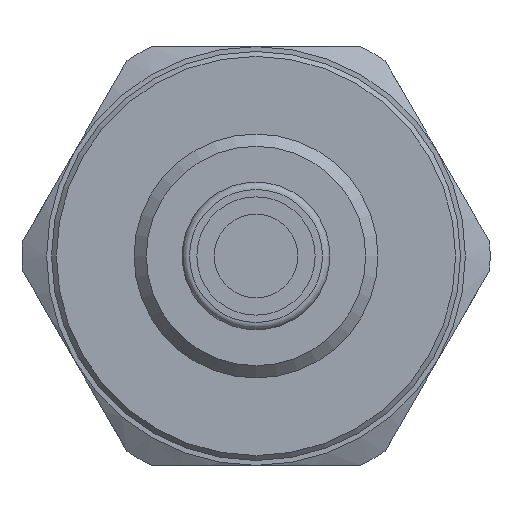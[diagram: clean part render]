
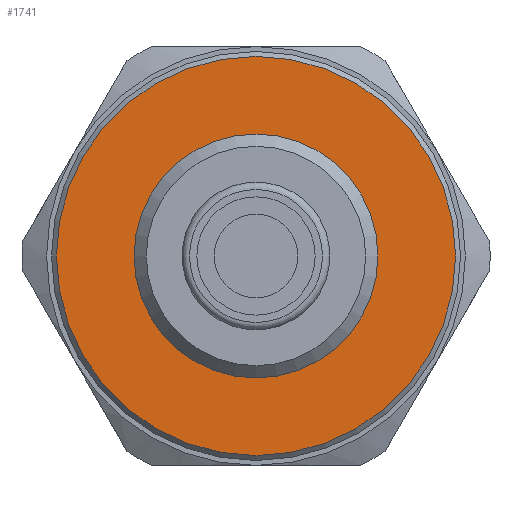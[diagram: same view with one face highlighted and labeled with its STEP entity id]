
A CAD part, front view. The second image highlights one B-rep face of the part: STEP entity #1741.
In plain terms, the highlighted planar face has unit normal (0, -1, 0).
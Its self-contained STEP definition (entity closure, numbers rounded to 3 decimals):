
#278 = VERTEX_POINT ( 'NONE', #1829 ) ;
#327 = EDGE_LOOP ( 'NONE', ( #2229 ) ) ;
#643 = CIRCLE ( 'NONE', #1418, 4.95 ) ;
#694 = DIRECTION ( 'NONE',  ( 0., -1., 0. ) ) ;
#856 = AXIS2_PLACEMENT_3D ( 'NONE', #1640, #3391, #7502 ) ;
#1057 = PLANE ( 'NONE',  #856 ) ;
#1418 = AXIS2_PLACEMENT_3D ( 'NONE', #4208, #694, #4823 ) ;
#1626 = DIRECTION ( 'NONE',  ( 0., -1., 0. ) ) ;
#1640 = CARTESIAN_POINT ( 'NONE',  ( 0., -16., 8.1 ) ) ;
#1741 = ADVANCED_FACE ( 'NONE', ( #7300, #4940 ), #1057, .F. ) ;
#1829 = CARTESIAN_POINT ( 'NONE',  ( -8.1, -16., 0. ) ) ;
#2229 = ORIENTED_EDGE ( 'NONE', *, *, #6654, .T. ) ;
#3093 = EDGE_LOOP ( 'NONE', ( #3564 ) ) ;
#3391 = DIRECTION ( 'NONE',  ( 0., 1., 0. ) ) ;
#3564 = ORIENTED_EDGE ( 'NONE', *, *, #6424, .F. ) ;
#3569 = VERTEX_POINT ( 'NONE', #3570 ) ;
#3570 = CARTESIAN_POINT ( 'NONE',  ( -4.95, -16., 0. ) ) ;
#3613 = AXIS2_PLACEMENT_3D ( 'NONE', #5131, #1626, #5722 ) ;
#4208 = CARTESIAN_POINT ( 'NONE',  ( 0., -16., 0. ) ) ;
#4823 = DIRECTION ( 'NONE',  ( -1., 0., 0. ) ) ;
#4940 = FACE_OUTER_BOUND ( 'NONE', #327, .T. ) ;
#5131 = CARTESIAN_POINT ( 'NONE',  ( 0., -16., 0. ) ) ;
#5458 = CIRCLE ( 'NONE', #3613, 8.1 ) ;
#5722 = DIRECTION ( 'NONE',  ( -1., 0., 0. ) ) ;
#6424 = EDGE_CURVE ( 'NONE', #3569, #3569, #643, .T. ) ;
#6654 = EDGE_CURVE ( 'NONE', #278, #278, #5458, .T. ) ;
#7300 = FACE_BOUND ( 'NONE', #3093, .T. ) ;
#7502 = DIRECTION ( 'NONE',  ( 1., 0., 0. ) ) ;
